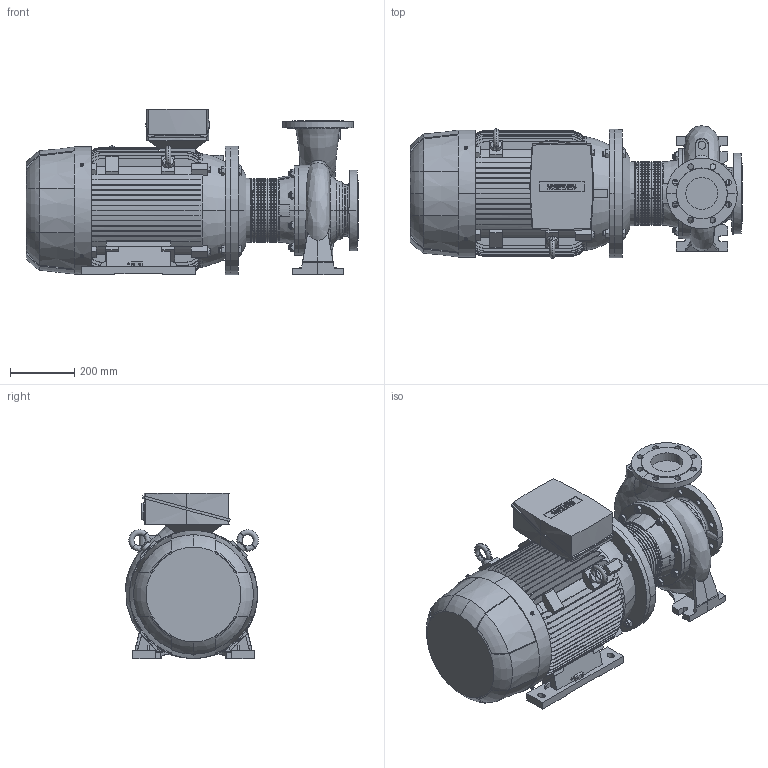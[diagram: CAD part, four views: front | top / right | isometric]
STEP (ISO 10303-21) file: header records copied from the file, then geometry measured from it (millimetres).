
FILE_DESCRIPTION (( 'STEP AP214' ), '1' );
FILE_NAME ('4_93_446_09_REV01.step', '2021-01-27T13:38:05', ( '' ), ( '' ), 'SwSTEP 2.0', 'SolidWorks 2019', '' );
FILE_SCHEMA (( 'AUTOMOTIVE_DESIGN' ));
Length unit declared in the file: millimetre
Products named in the file (8): Copia di 0_66_022CZ_semplificato^4_93_446_09_REV01; Copia di 1LE1503-2AA53-4JA4_REV01^4_93_446_09_REV01; Copia di M16x2_ingombro^4_93_446_09_REV01; Copia di 4_92_054_REV00_pelle^4_93_446_09_REV01; Copia di 1_66_233_semplificato^4_93_446_09_REV01; Copia di M14x2_ingombro^4_93_446_09_REV01; Copia di M16x60_UNI_5739_ingombri3D^4_93_446_09_REV01; 4_93_446_09_REV01
Assembly tree (20 placements, depth 2):
  4_93_446_09_REV01
    Copia di 0_66_022CZ_semplificato^4_93_446_09_REV01
    Copia di 1_66_233_semplificato^4_93_446_09_REV01
    Copia di 1LE1503-2AA53-4JA4_REV01^4_93_446_09_REV01
    Copia di M14x2_ingombro^4_93_446_09_REV01  x8
    Copia di M16x60_UNI_5739_ingombri3D^4_93_446_09_REV01  x4
    Copia di M16x2_ingombro^4_93_446_09_REV01  x4
    Copia di 4_92_054_REV00_pelle^4_93_446_09_REV01
Bounding box: 1033.8 x 413.16 x 515 mm (x, y, z)
Volume: 98202531.9 mm3; surface area: 3468132.6 mm2
Topology: 19 solids, 515 shells, 2610 faces, 7606 edges, 5619 vertices
Faces by surface type: plane 1191, cylinder 947, cone 246, torus 161, bspline 65
Entity records: 123141 total; most frequent: CARTESIAN_POINT 64745, ORIENTED_EDGE 11942, DIRECTION 11221, EDGE_CURVE 6963, VERTEX_POINT 5244, AXIS2_PLACEMENT_3D 3819, VECTOR 3583, LINE 3583
